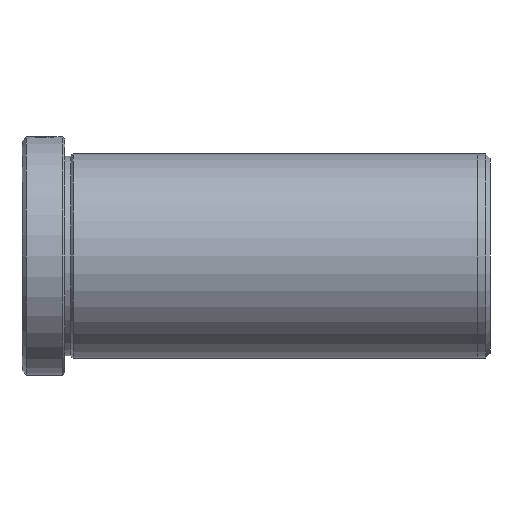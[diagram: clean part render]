
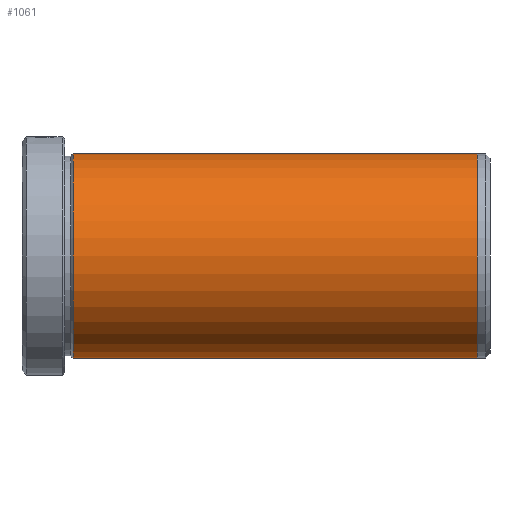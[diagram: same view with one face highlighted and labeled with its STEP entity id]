
A CAD part, left-side view. The second image highlights one B-rep face of the part: STEP entity #1061.
In plain terms, the highlighted cylindrical face has radius 24 mm (diameter 48 mm), a partial arc.
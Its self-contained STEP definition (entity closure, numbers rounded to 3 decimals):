
#24 = CARTESIAN_POINT ( 'NONE',  ( 0., 0., -24. ) ) ;
#126 = CIRCLE ( 'NONE', #658, 24. ) ;
#165 = VERTEX_POINT ( 'NONE', #1337 ) ;
#218 = CIRCLE ( 'NONE', #647, 24. ) ;
#226 = DIRECTION ( 'NONE',  ( 0., 0., 1. ) ) ;
#247 = VECTOR ( 'NONE', #1532, 1000. ) ;
#390 = DIRECTION ( 'NONE',  ( 0., 1., 0. ) ) ;
#398 = FACE_OUTER_BOUND ( 'NONE', #1551, .T. ) ;
#403 = VERTEX_POINT ( 'NONE', #1021 ) ;
#477 = CARTESIAN_POINT ( 'NONE',  ( 0., -107., 0. ) ) ;
#501 = EDGE_CURVE ( 'NONE', #403, #165, #1849, .T. ) ;
#522 = CARTESIAN_POINT ( 'NONE',  ( 0., -12., 0. ) ) ;
#541 = CARTESIAN_POINT ( 'NONE',  ( 0., 0., 24. ) ) ;
#615 = DIRECTION ( 'NONE',  ( 0., 0., -1. ) ) ;
#622 = CARTESIAN_POINT ( 'NONE',  ( 0., -107., 24. ) ) ;
#633 = LINE ( 'NONE', #541, #247 ) ;
#647 = AXIS2_PLACEMENT_3D ( 'NONE', #477, #1460, #615 ) ;
#658 = AXIS2_PLACEMENT_3D ( 'NONE', #522, #1513, #665 ) ;
#665 = DIRECTION ( 'NONE',  ( 0., 0., 1. ) ) ;
#667 = ORIENTED_EDGE ( 'NONE', *, *, #915, .F. ) ;
#726 = VECTOR ( 'NONE', #1422, 1000. ) ;
#915 = EDGE_CURVE ( 'NONE', #949, #403, #218, .T. ) ;
#947 = CARTESIAN_POINT ( 'NONE',  ( 0., 0., 0. ) ) ;
#949 = VERTEX_POINT ( 'NONE', #622 ) ;
#1021 = CARTESIAN_POINT ( 'NONE',  ( 0., -107., -24. ) ) ;
#1061 = ADVANCED_FACE ( 'NONE', ( #398 ), #1427, .T. ) ;
#1160 = EDGE_CURVE ( 'NONE', #949, #1630, #633, .T. ) ;
#1320 = ORIENTED_EDGE ( 'NONE', *, *, #1659, .F. ) ;
#1337 = CARTESIAN_POINT ( 'NONE',  ( 0., -12., -24. ) ) ;
#1346 = ORIENTED_EDGE ( 'NONE', *, *, #501, .F. ) ;
#1422 = DIRECTION ( 'NONE',  ( 0., 1., 0. ) ) ;
#1427 = CYLINDRICAL_SURFACE ( 'NONE', #1684, 24. ) ;
#1460 = DIRECTION ( 'NONE',  ( 0., -1., 0. ) ) ;
#1513 = DIRECTION ( 'NONE',  ( 0., 1., 0. ) ) ;
#1532 = DIRECTION ( 'NONE',  ( 0., 1., 0. ) ) ;
#1551 = EDGE_LOOP ( 'NONE', ( #1346, #667, #1573, #1320 ) ) ;
#1573 = ORIENTED_EDGE ( 'NONE', *, *, #1160, .T. ) ;
#1630 = VERTEX_POINT ( 'NONE', #1783 ) ;
#1659 = EDGE_CURVE ( 'NONE', #165, #1630, #126, .T. ) ;
#1684 = AXIS2_PLACEMENT_3D ( 'NONE', #947, #390, #226 ) ;
#1783 = CARTESIAN_POINT ( 'NONE',  ( 0., -12., 24. ) ) ;
#1849 = LINE ( 'NONE', #24, #726 ) ;
